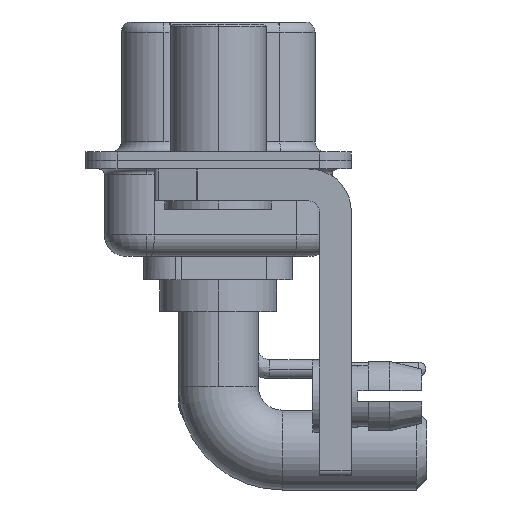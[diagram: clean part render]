
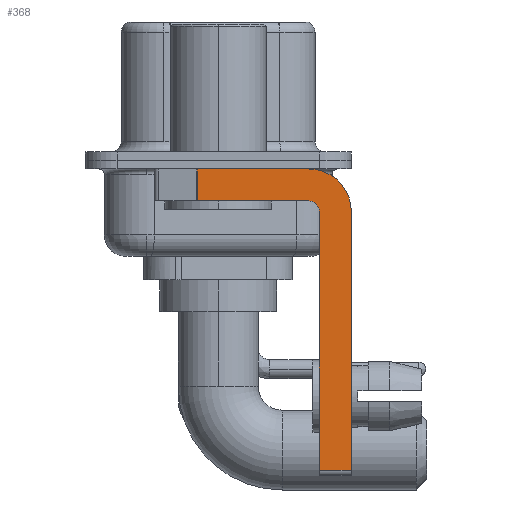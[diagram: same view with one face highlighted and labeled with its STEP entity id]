
A CAD part, left-side view. The second image highlights one B-rep face of the part: STEP entity #368.
In plain terms, the highlighted planar face has unit normal (-1, 0, 0).
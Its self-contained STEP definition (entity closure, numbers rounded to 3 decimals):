
#308 = CARTESIAN_POINT ( 'NONE',  ( -2.9, 0.978, -1.9 ) ) ;
#368 = ADVANCED_FACE ( 'NONE', ( #17178 ), #24848, .F. ) ;
#705 = EDGE_CURVE ( 'NONE', #17056, #25152, #17073, .T. ) ;
#917 = ORIENTED_EDGE ( 'NONE', *, *, #22425, .F. ) ;
#1130 = EDGE_CURVE ( 'NONE', #9299, #29595, #16049, .T. ) ;
#1278 = ORIENTED_EDGE ( 'NONE', *, *, #1652, .T. ) ;
#1345 = LINE ( 'NONE', #11218, #20225 ) ;
#1620 = DIRECTION ( 'NONE',  ( -1., 0., 0. ) ) ;
#1652 = EDGE_CURVE ( 'NONE', #29710, #14150, #1345, .T. ) ;
#2825 = LINE ( 'NONE', #2984, #26096 ) ;
#2836 = DIRECTION ( 'NONE',  ( 0., -1., 0. ) ) ;
#2984 = CARTESIAN_POINT ( 'NONE',  ( -2.9, -4.25, -1.9 ) ) ;
#3305 = CARTESIAN_POINT ( 'NONE',  ( -2.9, -4.75, -14.55 ) ) ;
#3422 = CARTESIAN_POINT ( 'NONE',  ( -2.9, -6.25, -2.4 ) ) ;
#5875 = LINE ( 'NONE', #10889, #26996 ) ;
#6226 = AXIS2_PLACEMENT_3D ( 'NONE', #6570, #18546, #21154 ) ;
#6570 = CARTESIAN_POINT ( 'NONE',  ( -2.9, -4.25, -2.4 ) ) ;
#7165 = ORIENTED_EDGE ( 'NONE', *, *, #30353, .F. ) ;
#7300 = VERTEX_POINT ( 'NONE', #3305 ) ;
#7928 = ORIENTED_EDGE ( 'NONE', *, *, #1130, .F. ) ;
#8127 = ORIENTED_EDGE ( 'NONE', *, *, #19600, .F. ) ;
#8762 = CARTESIAN_POINT ( 'NONE',  ( -2.9, -4.25, -2.4 ) ) ;
#9299 = VERTEX_POINT ( 'NONE', #28641 ) ;
#9749 = CARTESIAN_POINT ( 'NONE',  ( -2.9, -4.25, -2.4 ) ) ;
#9941 = EDGE_CURVE ( 'NONE', #25152, #14150, #2825, .T. ) ;
#10280 = LINE ( 'NONE', #20171, #29201 ) ;
#10410 = ORIENTED_EDGE ( 'NONE', *, *, #9941, .F. ) ;
#10454 = DIRECTION ( 'NONE',  ( 0., -1., 0. ) ) ;
#10830 = AXIS2_PLACEMENT_3D ( 'NONE', #9749, #17029, #22246 ) ;
#10889 = CARTESIAN_POINT ( 'NONE',  ( -2.9, -6.25, -2.4 ) ) ;
#11218 = CARTESIAN_POINT ( 'NONE',  ( -2.9, 0.978, -1.9 ) ) ;
#11710 = VECTOR ( 'NONE', #15378, 1000. ) ;
#12852 = DIRECTION ( 'NONE',  ( 0., 1., 0. ) ) ;
#13775 = ORIENTED_EDGE ( 'NONE', *, *, #26472, .T. ) ;
#14150 = VERTEX_POINT ( 'NONE', #308 ) ;
#14269 = VECTOR ( 'NONE', #10454, 1000. ) ;
#15378 = DIRECTION ( 'NONE',  ( 0., 0., 1. ) ) ;
#15406 = ORIENTED_EDGE ( 'NONE', *, *, #705, .F. ) ;
#16049 = CIRCLE ( 'NONE', #6226, 2. ) ;
#16548 = DIRECTION ( 'NONE',  ( 0., 0., -1. ) ) ;
#17029 = DIRECTION ( 'NONE',  ( 1., 0., 0. ) ) ;
#17056 = VERTEX_POINT ( 'NONE', #20437 ) ;
#17073 = CIRCLE ( 'NONE', #19668, 0.5 ) ;
#17178 = FACE_OUTER_BOUND ( 'NONE', #22863, .T. ) ;
#18180 = DIRECTION ( 'NONE',  ( 0., 0., -1. ) ) ;
#18546 = DIRECTION ( 'NONE',  ( 1., 0., 0. ) ) ;
#18754 = VERTEX_POINT ( 'NONE', #24384 ) ;
#19600 = EDGE_CURVE ( 'NONE', #7300, #17056, #23522, .T. ) ;
#19668 = AXIS2_PLACEMENT_3D ( 'NONE', #8762, #1620, #26131 ) ;
#20171 = CARTESIAN_POINT ( 'NONE',  ( -2.9, -4.25, -14.55 ) ) ;
#20225 = VECTOR ( 'NONE', #16548, 1000. ) ;
#20437 = CARTESIAN_POINT ( 'NONE',  ( -2.9, -4.75, -2.4 ) ) ;
#20673 = CARTESIAN_POINT ( 'NONE',  ( -2.9, 3., -0.4 ) ) ;
#21154 = DIRECTION ( 'NONE',  ( 0., 0., -1. ) ) ;
#22246 = DIRECTION ( 'NONE',  ( 0., 0., -1. ) ) ;
#22425 = EDGE_CURVE ( 'NONE', #29595, #18754, #5875, .T. ) ;
#22863 = EDGE_LOOP ( 'NONE', ( #7165, #1278, #10410, #15406, #8127, #13775, #917, #7928 ) ) ;
#23522 = LINE ( 'NONE', #25485, #11710 ) ;
#24326 = CARTESIAN_POINT ( 'NONE',  ( -2.9, 0.978, -0.4 ) ) ;
#24384 = CARTESIAN_POINT ( 'NONE',  ( -2.9, -6.25, -14.55 ) ) ;
#24848 = PLANE ( 'NONE',  #10830 ) ;
#25152 = VERTEX_POINT ( 'NONE', #25674 ) ;
#25485 = CARTESIAN_POINT ( 'NONE',  ( -2.9, -4.75, -14.8 ) ) ;
#25674 = CARTESIAN_POINT ( 'NONE',  ( -2.9, -4.25, -1.9 ) ) ;
#26096 = VECTOR ( 'NONE', #12852, 1000. ) ;
#26131 = DIRECTION ( 'NONE',  ( 0., 0., 1. ) ) ;
#26472 = EDGE_CURVE ( 'NONE', #7300, #18754, #10280, .T. ) ;
#26996 = VECTOR ( 'NONE', #18180, 1000. ) ;
#28641 = CARTESIAN_POINT ( 'NONE',  ( -2.9, -4.25, -0.4 ) ) ;
#29201 = VECTOR ( 'NONE', #2836, 1000. ) ;
#29595 = VERTEX_POINT ( 'NONE', #3422 ) ;
#29710 = VERTEX_POINT ( 'NONE', #24326 ) ;
#30112 = LINE ( 'NONE', #20673, #14269 ) ;
#30353 = EDGE_CURVE ( 'NONE', #29710, #9299, #30112, .T. ) ;
